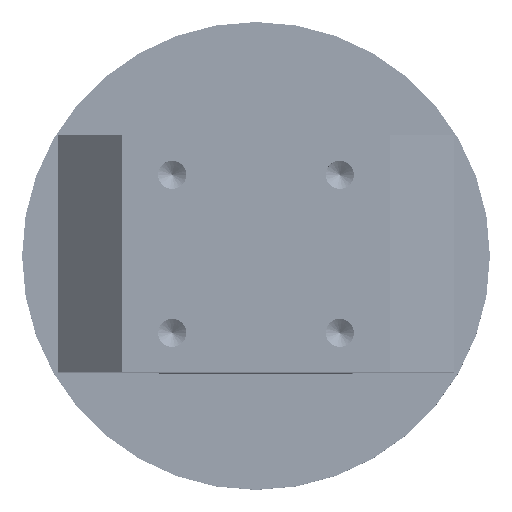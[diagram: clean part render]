
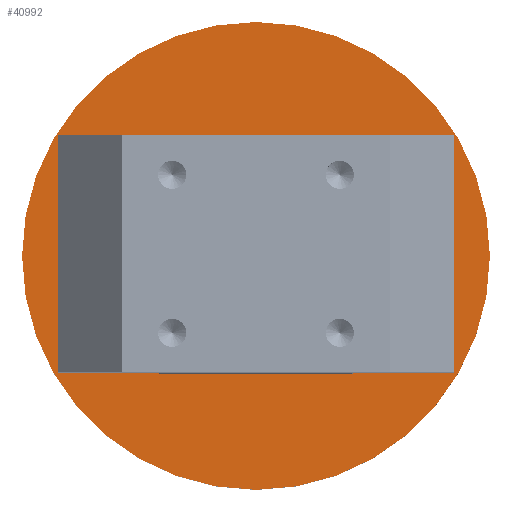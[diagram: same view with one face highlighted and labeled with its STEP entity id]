
A CAD part, top view. The second image highlights one B-rep face of the part: STEP entity #40992.
In plain terms, the highlighted planar face has unit normal (0, 0, 1).
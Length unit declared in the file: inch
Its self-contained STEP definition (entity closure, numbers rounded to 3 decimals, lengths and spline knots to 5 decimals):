
#835 = AXIS2_PLACEMENT_3D ( 'NONE', #90658, #138102, #19656 ) ;
#5054 = FACE_BOUND ( 'NONE', #47040, .T. ) ;
#6786 = AXIS2_PLACEMENT_3D ( 'NONE', #83147, #12581, #94901 ) ;
#12398 = DIRECTION ( 'NONE',  ( 1., 0., 0. ) ) ;
#12581 = DIRECTION ( 'NONE',  ( 0., 0., 1. ) ) ;
#19656 = DIRECTION ( 'NONE',  ( 1., 0., 0. ) ) ;
#24611 = AXIS2_PLACEMENT_3D ( 'NONE', #67942, #150362, #79779 ) ;
#30355 = CARTESIAN_POINT ( 'NONE',  ( -0.74, 0., 0.3172 ) ) ;
#36458 = FACE_OUTER_BOUND ( 'NONE', #74737, .T. ) ;
#36661 = VERTEX_POINT ( 'NONE', #113078 ) ;
#39085 = CIRCLE ( 'NONE', #835, 0.74 ) ;
#40992 = ADVANCED_FACE ( 'NONE', ( #36458, #5054 ), #116925, .T. ) ;
#41068 = DIRECTION ( 'NONE',  ( 1., 0., 0. ) ) ;
#46885 = CARTESIAN_POINT ( 'NONE',  ( 0.26, 0., 0.3172 ) ) ;
#47040 = EDGE_LOOP ( 'NONE', ( #121043, #76219 ) ) ;
#50524 = EDGE_CURVE ( 'NONE', #143149, #68560, #111845, .T. ) ;
#50789 = AXIS2_PLACEMENT_3D ( 'NONE', #87894, #88410, #41068 ) ;
#51564 = VERTEX_POINT ( 'NONE', #125818 ) ;
#58728 = DIRECTION ( 'NONE',  ( 0., 0., 1. ) ) ;
#67942 = CARTESIAN_POINT ( 'NONE',  ( 0., 0., 0.3172 ) ) ;
#68560 = VERTEX_POINT ( 'NONE', #30355 ) ;
#74601 = EDGE_CURVE ( 'NONE', #51564, #36661, #137427, .T. ) ;
#74737 = EDGE_LOOP ( 'NONE', ( #114132, #135979 ) ) ;
#76219 = ORIENTED_EDGE ( 'NONE', *, *, #74601, .F. ) ;
#79779 = DIRECTION ( 'NONE',  ( 1., 0., 0. ) ) ;
#83147 = CARTESIAN_POINT ( 'NONE',  ( 0., 0., 0.3172 ) ) ;
#87894 = CARTESIAN_POINT ( 'NONE',  ( 0., 0., 0.3172 ) ) ;
#88410 = DIRECTION ( 'NONE',  ( 0., 0., 1. ) ) ;
#90658 = CARTESIAN_POINT ( 'NONE',  ( 0., 0., 0.3172 ) ) ;
#94901 = DIRECTION ( 'NONE',  ( 1., 0., 0. ) ) ;
#105094 = EDGE_CURVE ( 'NONE', #36661, #51564, #108269, .T. ) ;
#108269 = CIRCLE ( 'NONE', #50789, 0.26 ) ;
#111845 = CIRCLE ( 'NONE', #24611, 0.74 ) ;
#113078 = CARTESIAN_POINT ( 'NONE',  ( 0.26, 0., 0.3172 ) ) ;
#114132 = ORIENTED_EDGE ( 'NONE', *, *, #50524, .T. ) ;
#116925 = PLANE ( 'NONE',  #145313 ) ;
#117541 = CARTESIAN_POINT ( 'NONE',  ( 0.74, 0., 0.3172 ) ) ;
#121043 = ORIENTED_EDGE ( 'NONE', *, *, #105094, .F. ) ;
#125818 = CARTESIAN_POINT ( 'NONE',  ( -0.26, 0., 0.3172 ) ) ;
#135979 = ORIENTED_EDGE ( 'NONE', *, *, #137040, .T. ) ;
#137040 = EDGE_CURVE ( 'NONE', #68560, #143149, #39085, .T. ) ;
#137427 = CIRCLE ( 'NONE', #6786, 0.26 ) ;
#138102 = DIRECTION ( 'NONE',  ( 0., 0., 1. ) ) ;
#143149 = VERTEX_POINT ( 'NONE', #117541 ) ;
#145313 = AXIS2_PLACEMENT_3D ( 'NONE', #46885, #58728, #12398 ) ;
#150362 = DIRECTION ( 'NONE',  ( 0., 0., 1. ) ) ;
